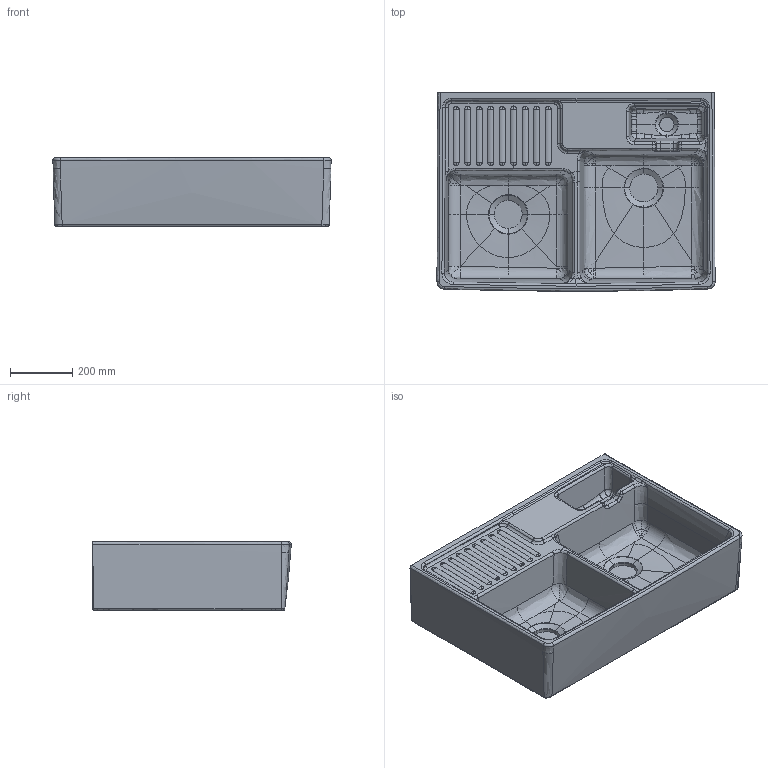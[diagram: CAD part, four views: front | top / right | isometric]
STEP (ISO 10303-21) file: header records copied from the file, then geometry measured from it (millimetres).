
FILE_DESCRIPTION(/* description */ (''),/* implementation_level */ '2;1');
FILE_NAME(/* name */ 'Spuele_6323_Spuelstein.stp',/* time_stamp */ '2019-02-21T12:37:12+01:00',/* author */ (''),/* organization */ (''),/* preprocessor_version */ 'ST-DEVELOPER v16',/* originating_system */ 'SIEMENS PLM Software NX 10.0',/* authorisation */ '');
FILE_SCHEMA (('AUTOMOTIVE_DESIGN { 1 0 10303 214 3 1 1 1 }'));
Length unit declared in the file: millimetre
Products named in the file (1): Sier1A8802D29ier
Bounding box: 893.92 x 638.5 x 220 mm (x, y, z)
Volume: 64650840.2 mm3; surface area: 2240790.3 mm2
Topology: 1 solids, 1 shells, 455 faces, 1249 edges, 753 vertices
Faces by surface type: bspline 410, plane 33, extrusion 12
Entity records: 37635 total; most frequent: CARTESIAN_POINT 30070, ORIENTED_EDGE 2390, EDGE_CURVE 1195, B_SPLINE_CURVE_WITH_KNOTS 1187, VERTEX_POINT 753, EDGE_LOOP 466, ADVANCED_FACE 455, FACE_OUTER_BOUND 451
